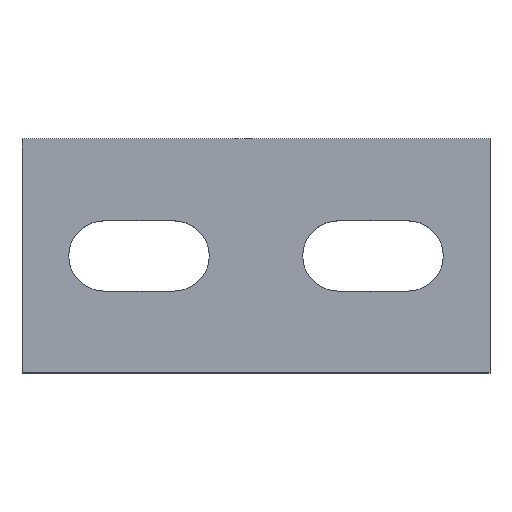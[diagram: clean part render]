
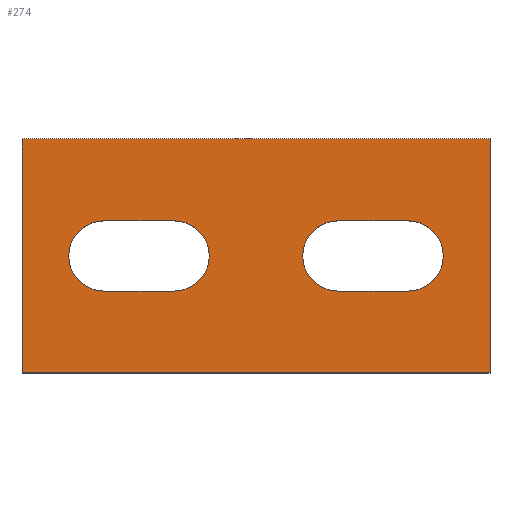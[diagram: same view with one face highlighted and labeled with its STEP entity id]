
A CAD part, top view. The second image highlights one B-rep face of the part: STEP entity #274.
In plain terms, the highlighted planar face has unit normal (0, 0, 1).
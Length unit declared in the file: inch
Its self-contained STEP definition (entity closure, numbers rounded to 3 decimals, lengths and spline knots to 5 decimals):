
#17=FACE_BOUND('',#61,.T.);
#18=FACE_BOUND('',#62,.T.);
#19=CIRCLE('',#299,0.11811);
#21=CIRCLE('',#303,0.11811);
#23=CIRCLE('',#307,0.11811);
#25=CIRCLE('',#311,0.11811);
#44=FACE_OUTER_BOUND('',#60,.T.);
#60=EDGE_LOOP('',(#239,#240,#241,#242));
#61=EDGE_LOOP('',(#243,#244,#245,#246));
#62=EDGE_LOOP('',(#247,#248,#249,#250));
#63=LINE('',#397,#91);
#68=LINE('',#411,#96);
#71=LINE('',#421,#99);
#76=LINE('',#435,#104);
#79=LINE('',#445,#107);
#83=LINE('',#453,#111);
#86=LINE('',#459,#114);
#89=LINE('',#464,#117);
#91=VECTOR('',#323,0.23622);
#96=VECTOR('',#336,0.23622);
#99=VECTOR('',#347,0.23622);
#104=VECTOR('',#360,0.23622);
#107=VECTOR('',#371,0.7874);
#111=VECTOR('',#377,1.5748);
#114=VECTOR('',#382,0.7874);
#117=VECTOR('',#387,1.5748);
#119=VERTEX_POINT('',#395);
#120=VERTEX_POINT('',#396);
#123=VERTEX_POINT('',#404);
#125=VERTEX_POINT('',#410);
#127=VERTEX_POINT('',#419);
#128=VERTEX_POINT('',#420);
#131=VERTEX_POINT('',#428);
#133=VERTEX_POINT('',#434);
#135=VERTEX_POINT('',#443);
#136=VERTEX_POINT('',#444);
#139=VERTEX_POINT('',#452);
#141=VERTEX_POINT('',#458);
#143=EDGE_CURVE('',#119,#120,#63,.T.);
#147=EDGE_CURVE('',#120,#123,#19,.T.);
#150=EDGE_CURVE('',#123,#125,#68,.T.);
#153=EDGE_CURVE('',#125,#119,#21,.T.);
#155=EDGE_CURVE('',#127,#128,#71,.T.);
#159=EDGE_CURVE('',#128,#131,#23,.T.);
#162=EDGE_CURVE('',#131,#133,#76,.T.);
#165=EDGE_CURVE('',#133,#127,#25,.T.);
#167=EDGE_CURVE('',#135,#136,#79,.T.);
#171=EDGE_CURVE('',#136,#139,#83,.T.);
#174=EDGE_CURVE('',#139,#141,#86,.T.);
#177=EDGE_CURVE('',#141,#135,#89,.T.);
#239=ORIENTED_EDGE('',*,*,#167,.F.);
#240=ORIENTED_EDGE('',*,*,#177,.F.);
#241=ORIENTED_EDGE('',*,*,#174,.F.);
#242=ORIENTED_EDGE('',*,*,#171,.F.);
#243=ORIENTED_EDGE('',*,*,#143,.T.);
#244=ORIENTED_EDGE('',*,*,#147,.T.);
#245=ORIENTED_EDGE('',*,*,#150,.T.);
#246=ORIENTED_EDGE('',*,*,#153,.T.);
#247=ORIENTED_EDGE('',*,*,#155,.T.);
#248=ORIENTED_EDGE('',*,*,#159,.T.);
#249=ORIENTED_EDGE('',*,*,#162,.T.);
#250=ORIENTED_EDGE('',*,*,#165,.T.);
#260=PLANE('',#318);
#274=ADVANCED_FACE('',(#44,#17,#18),#260,.T.);
#299=AXIS2_PLACEMENT_3D('',#405,#329,#330);
#303=AXIS2_PLACEMENT_3D('',#416,#341,#342);
#307=AXIS2_PLACEMENT_3D('',#429,#353,#354);
#311=AXIS2_PLACEMENT_3D('',#440,#365,#366);
#318=AXIS2_PLACEMENT_3D('',#467,#391,#392);
#323=DIRECTION('',(1.,0.,0.));
#329=DIRECTION('center_axis',(0.,0.,-1.));
#330=DIRECTION('ref_axis',(0.,1.,0.));
#336=DIRECTION('',(-1.,0.,0.));
#341=DIRECTION('center_axis',(0.,0.,-1.));
#342=DIRECTION('ref_axis',(0.,-1.,0.));
#347=DIRECTION('',(1.,0.,0.));
#353=DIRECTION('center_axis',(0.,0.,-1.));
#354=DIRECTION('ref_axis',(0.,-1.,0.));
#360=DIRECTION('',(-1.,0.,0.));
#365=DIRECTION('center_axis',(0.,0.,-1.));
#366=DIRECTION('ref_axis',(0.,1.,0.));
#371=DIRECTION('',(0.,1.,0.));
#377=DIRECTION('',(1.,0.,0.));
#382=DIRECTION('',(0.,-1.,0.));
#387=DIRECTION('',(-1.,0.,0.));
#391=DIRECTION('center_axis',(0.,0.,1.));
#392=DIRECTION('ref_axis',(1.,0.,0.));
#395=CARTESIAN_POINT('',(1.05559,0.52411,0.11811));
#396=CARTESIAN_POINT('',(1.29181,0.52411,0.11811));
#397=CARTESIAN_POINT('',(1.05559,0.52411,0.11811));
#404=CARTESIAN_POINT('',(1.29181,0.28789,0.11811));
#405=CARTESIAN_POINT('Origin',(1.29181,0.406,0.11811));
#410=CARTESIAN_POINT('',(1.05559,0.28789,0.11811));
#411=CARTESIAN_POINT('',(1.29181,0.28789,0.11811));
#416=CARTESIAN_POINT('Origin',(1.05559,0.406,0.11811));
#419=CARTESIAN_POINT('',(0.26819,0.52411,0.11811));
#420=CARTESIAN_POINT('',(0.50441,0.52411,0.11811));
#421=CARTESIAN_POINT('',(0.26819,0.52411,0.11811));
#428=CARTESIAN_POINT('',(0.50441,0.28789,0.11811));
#429=CARTESIAN_POINT('Origin',(0.50441,0.406,0.11811));
#434=CARTESIAN_POINT('',(0.26819,0.28789,0.11811));
#435=CARTESIAN_POINT('',(0.50441,0.28789,0.11811));
#440=CARTESIAN_POINT('Origin',(0.26819,0.406,0.11811));
#443=CARTESIAN_POINT('',(-0.0074,0.0123,0.11811));
#444=CARTESIAN_POINT('',(-0.0074,0.7997,0.11811));
#445=CARTESIAN_POINT('',(-0.0074,0.0123,0.11811));
#452=CARTESIAN_POINT('',(1.5674,0.7997,0.11811));
#453=CARTESIAN_POINT('',(-0.0074,0.7997,0.11811));
#458=CARTESIAN_POINT('',(1.5674,0.0123,0.11811));
#459=CARTESIAN_POINT('',(1.5674,0.7997,0.11811));
#464=CARTESIAN_POINT('',(1.5674,0.0123,0.11811));
#467=CARTESIAN_POINT('Origin',(0.78,0.406,0.11811));
